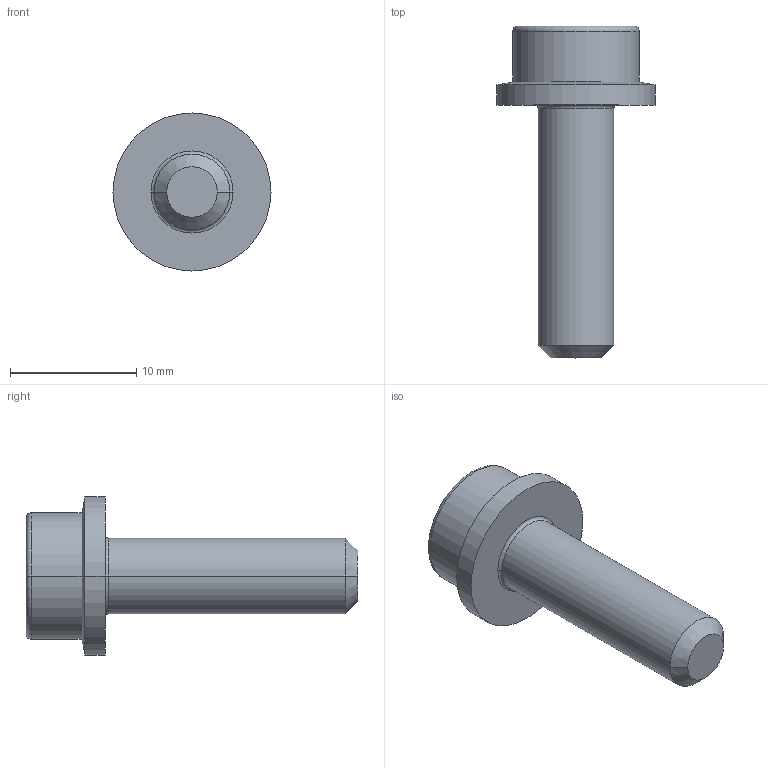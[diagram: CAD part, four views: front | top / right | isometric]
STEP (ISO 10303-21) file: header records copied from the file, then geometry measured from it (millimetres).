
FILE_DESCRIPTION (( 'STEP AP214' ), '1' );
FILE_NAME ('M6x1.0 x 20mm Flanged SHCS.STEP', '2025-11-10T17:37:24', ( '' ), ( '' ), 'SwSTEP 2.0', 'SolidWorks 2020', '' );
FILE_SCHEMA (( 'AUTOMOTIVE_DESIGN' ));
Length unit declared in the file: millimetre
Products named in the file (1): M6x1.0 x 20mm Flanged SHCS
Bounding box: 12.5 x 26.25 x 12.5 mm (x, y, z)
Volume: 1040.7 mm3; surface area: 866 mm2
Topology: 1 solids, 1 shells, 26 faces, 56 edges, 33 vertices
Faces by surface type: plane 10, cone 6, cylinder 6, torus 4
Entity records: 724 total; most frequent: DIRECTION 132, CARTESIAN_POINT 114, ORIENTED_EDGE 108, EDGE_CURVE 54, AXIS2_PLACEMENT_3D 51, VERTEX_POINT 33, LINE 30, VECTOR 30
